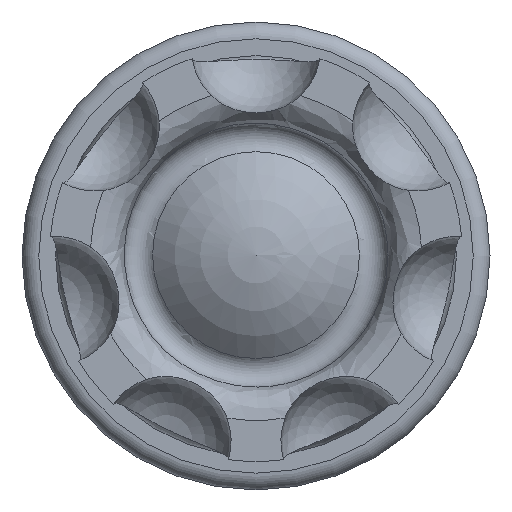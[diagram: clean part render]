
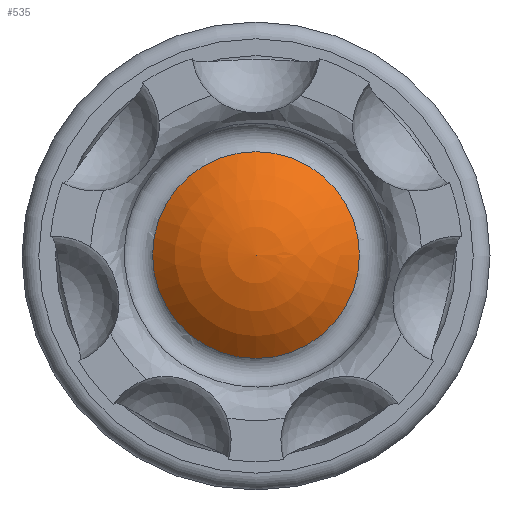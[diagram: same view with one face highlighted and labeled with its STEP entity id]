
A CAD part, top view. The second image highlights one B-rep face of the part: STEP entity #535.
In plain terms, the highlighted spherical face has radius 55.588 mm.
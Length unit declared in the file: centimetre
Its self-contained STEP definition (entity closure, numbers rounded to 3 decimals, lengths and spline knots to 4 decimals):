
#91=SPHERICAL_SURFACE('',#594,5.5588);
#147=VERTEX_POINT('',#1947);
#179=CIRCLE('',#593,3.9067);
#252=EDGE_CURVE('',#147,#147,#179,.T.);
#394=ORIENTED_EDGE('',*,*,#252,.F.);
#447=EDGE_LOOP('',(#394));
#497=FACE_BOUND('',#447,.T.);
#535=ADVANCED_FACE('',(#497),#91,.T.);
#593=AXIS2_PLACEMENT_3D('',#1946,#699,#700);
#594=AXIS2_PLACEMENT_3D('',#1948,#701,#702);
#699=DIRECTION('',(0.,0.,-1.));
#700=DIRECTION('',(-3.907,0.,0.));
#701=DIRECTION('',(0.,0.,1.));
#702=DIRECTION('',(1.,0.,0.));
#1946=CARTESIAN_POINT('',(0.,0.,64.5249));
#1947=CARTESIAN_POINT('',(3.9067,0.,64.5249));
#1948=CARTESIAN_POINT('',(0.,0.,60.5704));
